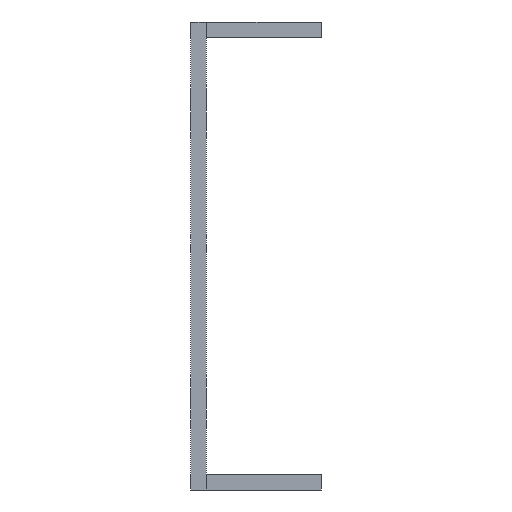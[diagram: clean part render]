
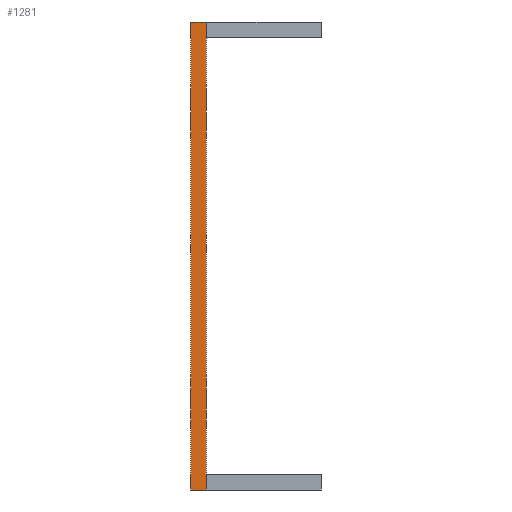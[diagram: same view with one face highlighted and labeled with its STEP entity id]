
A CAD part, left-side view. The second image highlights one B-rep face of the part: STEP entity #1281.
In plain terms, the highlighted planar face has unit normal (-1, 0, 0).
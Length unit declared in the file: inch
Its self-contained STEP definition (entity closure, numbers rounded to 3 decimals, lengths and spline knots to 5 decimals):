
#134 = AXIS2_PLACEMENT_3D ( 'NONE', #810, #1425, #352 ) ;
#144 = CARTESIAN_POINT ( 'NONE',  ( -9.48819, 0.02953, -0.88091 ) ) ;
#212 = CARTESIAN_POINT ( 'NONE',  ( -9.48819, -0.02953, -0.88091 ) ) ;
#213 = CARTESIAN_POINT ( 'NONE',  ( -9.48819, -0.02953, 0.88091 ) ) ;
#250 = DIRECTION ( 'NONE',  ( 0., -1., 0. ) ) ;
#270 = CARTESIAN_POINT ( 'NONE',  ( -9.48819, 0.02953, -0.88091 ) ) ;
#343 = DIRECTION ( 'NONE',  ( 0., 0., 1. ) ) ;
#352 = DIRECTION ( 'NONE',  ( 0., 0., -1. ) ) ;
#367 = CARTESIAN_POINT ( 'NONE',  ( -9.48819, 0.02953, 0.88091 ) ) ;
#446 = ORIENTED_EDGE ( 'NONE', *, *, #1496, .T. ) ;
#533 = EDGE_CURVE ( 'NONE', #1462, #1298, #784, .T. ) ;
#685 = VECTOR ( 'NONE', #1318, 39.37008 ) ;
#708 = EDGE_CURVE ( 'NONE', #1108, #1312, #930, .T. ) ;
#715 = LINE ( 'NONE', #367, #685 ) ;
#784 = LINE ( 'NONE', #1128, #1420 ) ;
#810 = CARTESIAN_POINT ( 'NONE',  ( -9.48819, 0.02953, 0.88091 ) ) ;
#930 = LINE ( 'NONE', #1422, #1543 ) ;
#1079 = LINE ( 'NONE', #270, #1359 ) ;
#1108 = VERTEX_POINT ( 'NONE', #212 ) ;
#1120 = EDGE_CURVE ( 'NONE', #1298, #1312, #715, .T. ) ;
#1128 = CARTESIAN_POINT ( 'NONE',  ( -9.48819, 0.02953, 0.88091 ) ) ;
#1161 = PLANE ( 'NONE',  #134 ) ;
#1190 = FACE_OUTER_BOUND ( 'NONE', #1233, .T. ) ;
#1233 = EDGE_LOOP ( 'NONE', ( #1409, #1445, #1240, #446 ) ) ;
#1240 = ORIENTED_EDGE ( 'NONE', *, *, #533, .F. ) ;
#1280 = CARTESIAN_POINT ( 'NONE',  ( -9.48819, 0.02953, 0.88091 ) ) ;
#1281 = ADVANCED_FACE ( 'NONE', ( #1190 ), #1161, .F. ) ;
#1298 = VERTEX_POINT ( 'NONE', #1280 ) ;
#1312 = VERTEX_POINT ( 'NONE', #213 ) ;
#1318 = DIRECTION ( 'NONE',  ( 0., -1., 0. ) ) ;
#1359 = VECTOR ( 'NONE', #250, 39.37008 ) ;
#1409 = ORIENTED_EDGE ( 'NONE', *, *, #708, .T. ) ;
#1420 = VECTOR ( 'NONE', #1506, 39.37008 ) ;
#1422 = CARTESIAN_POINT ( 'NONE',  ( -9.48819, -0.02953, 0.88091 ) ) ;
#1425 = DIRECTION ( 'NONE',  ( 1., 0., 0. ) ) ;
#1445 = ORIENTED_EDGE ( 'NONE', *, *, #1120, .F. ) ;
#1462 = VERTEX_POINT ( 'NONE', #144 ) ;
#1496 = EDGE_CURVE ( 'NONE', #1462, #1108, #1079, .T. ) ;
#1506 = DIRECTION ( 'NONE',  ( 0., 0., 1. ) ) ;
#1543 = VECTOR ( 'NONE', #343, 39.37008 ) ;
